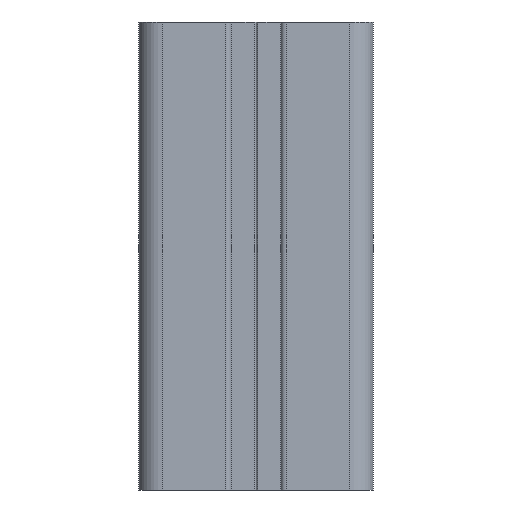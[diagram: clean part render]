
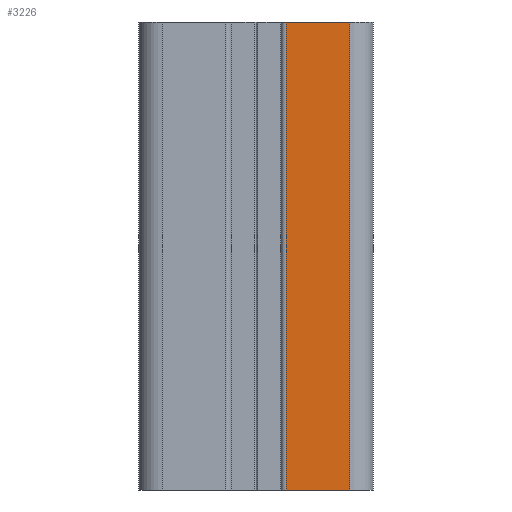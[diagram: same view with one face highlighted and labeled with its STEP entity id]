
A CAD part, front view. The second image highlights one B-rep face of the part: STEP entity #3226.
In plain terms, the highlighted planar face has unit normal (0, -1, 0).
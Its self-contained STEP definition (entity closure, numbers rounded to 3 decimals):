
#62 = DIRECTION ( 'NONE',  ( -1., 0., 0. ) ) ;
#68 = EDGE_CURVE ( 'NONE', #786, #939, #1401, .T. ) ;
#269 = CARTESIAN_POINT ( 'NONE',  ( 118.154, 59.596, 40. ) ) ;
#414 = VERTEX_POINT ( 'NONE', #707 ) ;
#436 = LINE ( 'NONE', #1542, #3088 ) ;
#620 = CARTESIAN_POINT ( 'NONE',  ( 123.554, 59.596, 40. ) ) ;
#624 = VERTEX_POINT ( 'NONE', #2575 ) ;
#631 = CARTESIAN_POINT ( 'NONE',  ( 123.554, 59.596, 40. ) ) ;
#707 = CARTESIAN_POINT ( 'NONE',  ( 118.154, 59.596, 0. ) ) ;
#723 = EDGE_LOOP ( 'NONE', ( #3127, #1585, #2756, #2598 ) ) ;
#786 = VERTEX_POINT ( 'NONE', #631 ) ;
#939 = VERTEX_POINT ( 'NONE', #2509 ) ;
#1011 = VECTOR ( 'NONE', #2077, 1000. ) ;
#1199 = LINE ( 'NONE', #269, #1631 ) ;
#1210 = AXIS2_PLACEMENT_3D ( 'NONE', #3160, #2892, #62 ) ;
#1299 = DIRECTION ( 'NONE',  ( 0., 0., -1. ) ) ;
#1313 = DIRECTION ( 'NONE',  ( 1., 0., 0. ) ) ;
#1315 = VECTOR ( 'NONE', #2074, 1000. ) ;
#1401 = LINE ( 'NONE', #620, #1315 ) ;
#1528 = LINE ( 'NONE', #1557, #1011 ) ;
#1542 = CARTESIAN_POINT ( 'NONE',  ( 118.154, 59.596, 0. ) ) ;
#1557 = CARTESIAN_POINT ( 'NONE',  ( 118.154, 59.596, 40. ) ) ;
#1585 = ORIENTED_EDGE ( 'NONE', *, *, #68, .F. ) ;
#1631 = VECTOR ( 'NONE', #1299, 1000. ) ;
#1839 = PLANE ( 'NONE',  #1210 ) ;
#2074 = DIRECTION ( 'NONE',  ( 0., 0., -1. ) ) ;
#2077 = DIRECTION ( 'NONE',  ( 1., 0., 0. ) ) ;
#2509 = CARTESIAN_POINT ( 'NONE',  ( 123.554, 59.596, 0. ) ) ;
#2575 = CARTESIAN_POINT ( 'NONE',  ( 118.154, 59.596, 40. ) ) ;
#2598 = ORIENTED_EDGE ( 'NONE', *, *, #2950, .T. ) ;
#2641 = FACE_OUTER_BOUND ( 'NONE', #723, .T. ) ;
#2756 = ORIENTED_EDGE ( 'NONE', *, *, #2960, .F. ) ;
#2887 = EDGE_CURVE ( 'NONE', #414, #939, #436, .T. ) ;
#2892 = DIRECTION ( 'NONE',  ( 0., 1., 0. ) ) ;
#2950 = EDGE_CURVE ( 'NONE', #624, #414, #1199, .T. ) ;
#2960 = EDGE_CURVE ( 'NONE', #624, #786, #1528, .T. ) ;
#3088 = VECTOR ( 'NONE', #1313, 1000. ) ;
#3127 = ORIENTED_EDGE ( 'NONE', *, *, #2887, .T. ) ;
#3160 = CARTESIAN_POINT ( 'NONE',  ( 118.154, 59.596, 40. ) ) ;
#3226 = ADVANCED_FACE ( 'NONE', ( #2641 ), #1839, .F. ) ;
